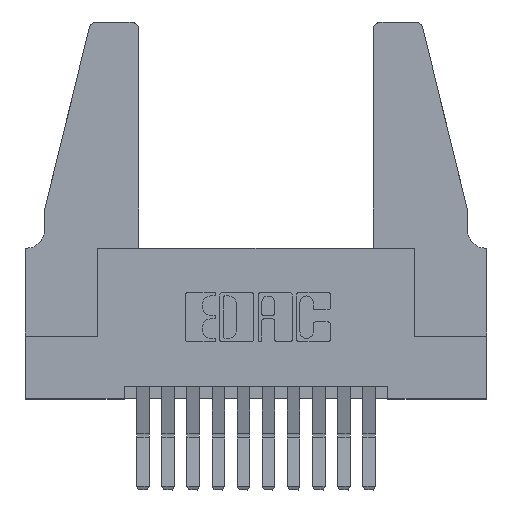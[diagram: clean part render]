
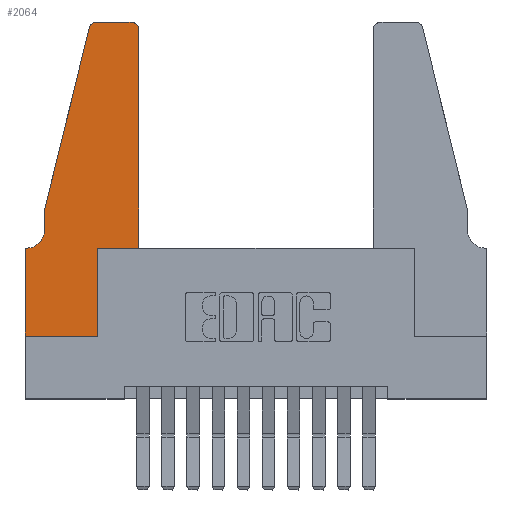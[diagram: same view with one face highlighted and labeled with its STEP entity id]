
A CAD part, top view. The second image highlights one B-rep face of the part: STEP entity #2064.
In plain terms, the highlighted planar face has unit normal (0, 0, 1).
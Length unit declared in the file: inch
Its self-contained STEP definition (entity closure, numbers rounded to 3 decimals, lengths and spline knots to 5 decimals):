
#78 = VERTEX_POINT ( 'NONE', #7158 ) ;
#92 = VERTEX_POINT ( 'NONE', #12545 ) ;
#98 = EDGE_LOOP ( 'NONE', ( #6364, #514, #5983, #772, #13682, #13239, #3206, #3495, #4082, #11968, #12763, #9641 ) ) ;
#105 = CARTESIAN_POINT ( 'NONE',  ( 0.2865, 0.35, 0.37 ) ) ;
#125 = VERTEX_POINT ( 'NONE', #7742 ) ;
#306 = DIRECTION ( 'NONE',  ( 0., 1., 0. ) ) ;
#460 = VECTOR ( 'NONE', #9701, 39.37008 ) ;
#514 = ORIENTED_EDGE ( 'NONE', *, *, #12766, .T. ) ;
#536 = CARTESIAN_POINT ( 'NONE',  ( 0.0055, 0.35, 0.37 ) ) ;
#578 = EDGE_CURVE ( 'NONE', #11426, #7258, #13531, .T. ) ;
#772 = ORIENTED_EDGE ( 'NONE', *, *, #4983, .T. ) ;
#923 = LINE ( 'NONE', #4768, #4020 ) ;
#945 = VECTOR ( 'NONE', #6240, 39.37008 ) ;
#1218 = LINE ( 'NONE', #9656, #460 ) ;
#1620 = DIRECTION ( 'NONE',  ( 1., 0., 0. ) ) ;
#1908 = CIRCLE ( 'NONE', #6981, 0.07 ) ;
#2040 = CARTESIAN_POINT ( 'NONE',  ( 0.4505, 1.22, 0.37 ) ) ;
#2064 = ADVANCED_FACE ( 'NONE', ( #9978 ), #5316, .T. ) ;
#2153 = DIRECTION ( 'NONE',  ( 0., 0., 1. ) ) ;
#3206 = ORIENTED_EDGE ( 'NONE', *, *, #4018, .T. ) ;
#3296 = EDGE_CURVE ( 'NONE', #5974, #9149, #11631, .T. ) ;
#3300 = CARTESIAN_POINT ( 'NONE',  ( 0.4505, 0.35, 0.37 ) ) ;
#3365 = CARTESIAN_POINT ( 'NONE',  ( 0., 0., 0.37 ) ) ;
#3495 = ORIENTED_EDGE ( 'NONE', *, *, #11710, .T. ) ;
#3524 = CARTESIAN_POINT ( 'NONE',  ( 0.284, 1.25, 0.37 ) ) ;
#4018 = EDGE_CURVE ( 'NONE', #7258, #4271, #5088, .T. ) ;
#4020 = VECTOR ( 'NONE', #8124, 39.37008 ) ;
#4033 = LINE ( 'NONE', #5113, #945 ) ;
#4082 = ORIENTED_EDGE ( 'NONE', *, *, #11978, .T. ) ;
#4226 = VERTEX_POINT ( 'NONE', #3524 ) ;
#4269 = DIRECTION ( 'NONE',  ( 0., 0., 1. ) ) ;
#4271 = VERTEX_POINT ( 'NONE', #4684 ) ;
#4418 = CARTESIAN_POINT ( 'NONE',  ( 0., 0.35, 0.37 ) ) ;
#4530 = EDGE_CURVE ( 'NONE', #92, #7894, #4033, .T. ) ;
#4684 = CARTESIAN_POINT ( 'NONE',  ( 0., 0., 0.37 ) ) ;
#4768 = CARTESIAN_POINT ( 'NONE',  ( 0.0755, 0.5, 0.37 ) ) ;
#4983 = EDGE_CURVE ( 'NONE', #7894, #125, #923, .T. ) ;
#5014 = CARTESIAN_POINT ( 'NONE',  ( 0.4505, 0.35, 0.37 ) ) ;
#5088 = LINE ( 'NONE', #5362, #10584 ) ;
#5113 = CARTESIAN_POINT ( 'NONE',  ( 0.0755, 0.5, 0.37 ) ) ;
#5316 = PLANE ( 'NONE',  #13731 ) ;
#5362 = CARTESIAN_POINT ( 'NONE',  ( 0., 0., 0.37 ) ) ;
#5402 = LINE ( 'NONE', #8271, #5754 ) ;
#5519 = VECTOR ( 'NONE', #1620, 39.37008 ) ;
#5754 = VECTOR ( 'NONE', #306, 39.37008 ) ;
#5758 = CARTESIAN_POINT ( 'NONE',  ( 0.0055, 0.42, 0.37 ) ) ;
#5952 = LINE ( 'NONE', #3365, #14261 ) ;
#5974 = VERTEX_POINT ( 'NONE', #2040 ) ;
#5983 = ORIENTED_EDGE ( 'NONE', *, *, #4530, .T. ) ;
#6240 = DIRECTION ( 'NONE',  ( -0.239, -0.971, 0. ) ) ;
#6364 = ORIENTED_EDGE ( 'NONE', *, *, #7800, .T. ) ;
#6434 = EDGE_CURVE ( 'NONE', #10114, #6730, #11346, .T. ) ;
#6444 = CIRCLE ( 'NONE', #14321, 0.03 ) ;
#6451 = DIRECTION ( 'NONE',  ( 1., 0., 0. ) ) ;
#6730 = VERTEX_POINT ( 'NONE', #3300 ) ;
#6844 = CARTESIAN_POINT ( 'NONE',  ( 0.4505, 0.35, 0.37 ) ) ;
#6896 = DIRECTION ( 'NONE',  ( -1., 0., 0. ) ) ;
#6981 = AXIS2_PLACEMENT_3D ( 'NONE', #5758, #13359, #6896 ) ;
#7158 = CARTESIAN_POINT ( 'NONE',  ( 0.2865, 0., 0.37 ) ) ;
#7258 = VERTEX_POINT ( 'NONE', #4418 ) ;
#7742 = CARTESIAN_POINT ( 'NONE',  ( 0.0755, 0.42, 0.37 ) ) ;
#7800 = EDGE_CURVE ( 'NONE', #9149, #4226, #1218, .T. ) ;
#7835 = VECTOR ( 'NONE', #9540, 39.37008 ) ;
#7894 = VERTEX_POINT ( 'NONE', #11996 ) ;
#7964 = DIRECTION ( 'NONE',  ( 0., 1., 0. ) ) ;
#8124 = DIRECTION ( 'NONE',  ( 0., -1., 0. ) ) ;
#8193 = EDGE_CURVE ( 'NONE', #6730, #5974, #12976, .T. ) ;
#8271 = CARTESIAN_POINT ( 'NONE',  ( 0.2865, 0.35, 0.37 ) ) ;
#8610 = CARTESIAN_POINT ( 'NONE',  ( 0.0755, 0.35, 0.37 ) ) ;
#8812 = CARTESIAN_POINT ( 'NONE',  ( 0.284, 1.22, 0.37 ) ) ;
#8895 = DIRECTION ( 'NONE',  ( 1., 0., 0. ) ) ;
#9149 = VERTEX_POINT ( 'NONE', #11748 ) ;
#9540 = DIRECTION ( 'NONE',  ( -1., 0., 0. ) ) ;
#9641 = ORIENTED_EDGE ( 'NONE', *, *, #3296, .T. ) ;
#9656 = CARTESIAN_POINT ( 'NONE',  ( 0.2605, 1.25, 0.37 ) ) ;
#9701 = DIRECTION ( 'NONE',  ( -1., 0., 0. ) ) ;
#9793 = DIRECTION ( 'NONE',  ( 0., -1., 0. ) ) ;
#9794 = AXIS2_PLACEMENT_3D ( 'NONE', #10838, #4269, #11918 ) ;
#9899 = DIRECTION ( 'NONE',  ( 1., 0., 0. ) ) ;
#9978 = FACE_OUTER_BOUND ( 'NONE', #98, .T. ) ;
#10114 = VERTEX_POINT ( 'NONE', #105 ) ;
#10584 = VECTOR ( 'NONE', #9793, 39.37008 ) ;
#10838 = CARTESIAN_POINT ( 'NONE',  ( 0.4205, 1.22, 0.37 ) ) ;
#11135 = EDGE_CURVE ( 'NONE', #125, #11426, #1908, .T. ) ;
#11346 = LINE ( 'NONE', #5014, #5519 ) ;
#11426 = VERTEX_POINT ( 'NONE', #536 ) ;
#11631 = CIRCLE ( 'NONE', #9794, 0.03 ) ;
#11710 = EDGE_CURVE ( 'NONE', #4271, #78, #5952, .T. ) ;
#11748 = CARTESIAN_POINT ( 'NONE',  ( 0.4205, 1.25, 0.37 ) ) ;
#11918 = DIRECTION ( 'NONE',  ( 1., 0., 0. ) ) ;
#11968 = ORIENTED_EDGE ( 'NONE', *, *, #6434, .T. ) ;
#11978 = EDGE_CURVE ( 'NONE', #78, #10114, #5402, .T. ) ;
#11996 = CARTESIAN_POINT ( 'NONE',  ( 0.0755, 0.5, 0.37 ) ) ;
#12545 = CARTESIAN_POINT ( 'NONE',  ( 0.25487, 1.22718, 0.37 ) ) ;
#12643 = VECTOR ( 'NONE', #7964, 39.37008 ) ;
#12763 = ORIENTED_EDGE ( 'NONE', *, *, #8193, .T. ) ;
#12766 = EDGE_CURVE ( 'NONE', #4226, #92, #6444, .T. ) ;
#12889 = CARTESIAN_POINT ( 'NONE',  ( 0., 0.35, 0.37 ) ) ;
#12936 = DIRECTION ( 'NONE',  ( 0., 0., 1. ) ) ;
#12976 = LINE ( 'NONE', #6844, #12643 ) ;
#13239 = ORIENTED_EDGE ( 'NONE', *, *, #578, .T. ) ;
#13359 = DIRECTION ( 'NONE',  ( 0., 0., -1. ) ) ;
#13531 = LINE ( 'NONE', #8610, #7835 ) ;
#13682 = ORIENTED_EDGE ( 'NONE', *, *, #11135, .T. ) ;
#13731 = AXIS2_PLACEMENT_3D ( 'NONE', #12889, #12936, #6451 ) ;
#14261 = VECTOR ( 'NONE', #8895, 39.37008 ) ;
#14321 = AXIS2_PLACEMENT_3D ( 'NONE', #8812, #2153, #9899 ) ;
